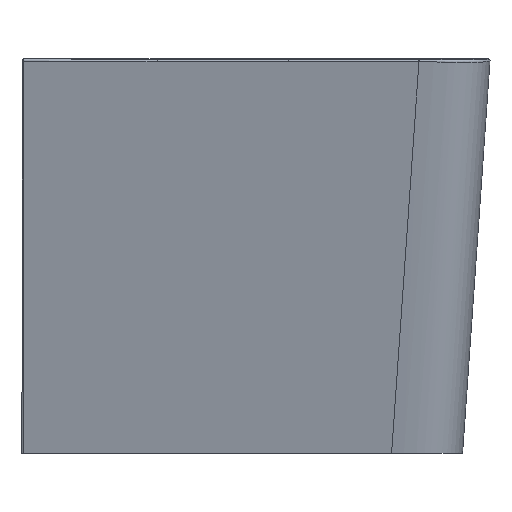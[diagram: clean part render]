
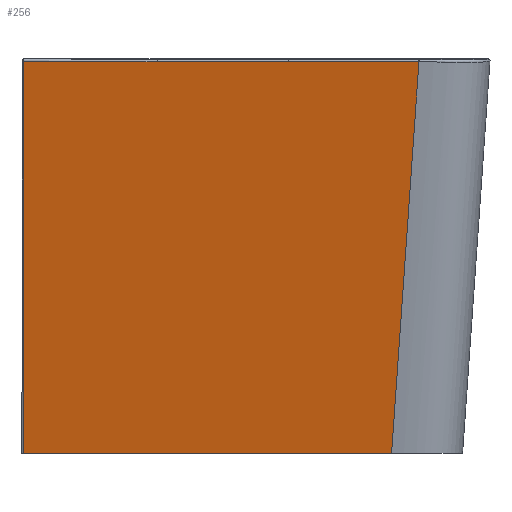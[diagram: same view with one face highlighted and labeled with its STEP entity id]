
A CAD part, left-side view. The second image highlights one B-rep face of the part: STEP entity #256.
In plain terms, the highlighted planar face has unit normal (-0.976, 0, -0.216).
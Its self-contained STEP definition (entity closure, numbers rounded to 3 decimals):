
#256=ADVANCED_FACE('',(#555),#4606,.T.);
#555=FACE_OUTER_BOUND('',#855,.T.);
#855=EDGE_LOOP('',(#1647,#1648,#1649,#1650,#1651));
#1647=ORIENTED_EDGE('',*,*,#2899,.T.);
#1648=ORIENTED_EDGE('',*,*,#2896,.T.);
#1649=ORIENTED_EDGE('',*,*,#2902,.T.);
#1650=ORIENTED_EDGE('',*,*,#2901,.T.);
#1651=ORIENTED_EDGE('',*,*,#2900,.T.);
#2896=EDGE_CURVE('',#4355,#4311,#3605,.T.);
#2899=EDGE_CURVE('',#4356,#4355,#3608,.T.);
#2900=EDGE_CURVE('',#4313,#4356,#3609,.T.);
#2901=EDGE_CURVE('',#4312,#4313,#3610,.T.);
#2902=EDGE_CURVE('',#4311,#4312,#3611,.T.);
#3605=B_SPLINE_CURVE_WITH_KNOTS('',3,(#70725,#70726,#70727,#70728),
 .UNSPECIFIED.,.F.,.F.,(4,4),(0.,601.055),.UNSPECIFIED.);
#3608=B_SPLINE_CURVE_WITH_KNOTS('',1,(#70737,#70738),.UNSPECIFIED.,.F.,
 .F.,(2,2),(-550.753,0.),.UNSPECIFIED.);
#3609=B_SPLINE_CURVE_WITH_KNOTS('',1,(#70739,#70740),.UNSPECIFIED.,.F.,
 .F.,(2,2),(-600.942,0.),.UNSPECIFIED.);
#3610=B_SPLINE_CURVE_WITH_KNOTS('',3,(#70741,#70742,#70743,#70744,#70745,
#70746,#70747,#70748,#70749,#70750,#70751,#70752),.UNSPECIFIED.,.F.,.F.,
(4,2,2,2,2,4),(-200.015,-150.011,-100.007,-75.006,
-50.004,0.),.UNSPECIFIED.);
#3611=B_SPLINE_CURVE_WITH_KNOTS('',3,(#70753,#70754,#70755,#70756,#70757,
#70758,#70759,#70760,#70761,#70762),.UNSPECIFIED.,.F.,.F.,(4,2,2,2,4),(-391.682,
-342.722,-293.761,-195.841,0.),.UNSPECIFIED.);
#4311=VERTEX_POINT('',#62701);
#4312=VERTEX_POINT('',#62702);
#4313=VERTEX_POINT('',#62703);
#4355=VERTEX_POINT('',#62745);
#4356=VERTEX_POINT('',#62746);
#4606=PLANE('',#4943);
#4943=AXIS2_PLACEMENT_3D('',#27406,#5035,$);
#5035=DIRECTION('',(-0.976,0.,-0.216));
#27406=CARTESIAN_POINT('',(-1456.855,-652.861,-58.67));
#62701=CARTESIAN_POINT('',(-1599.651,-593.692,585.445));
#62702=CARTESIAN_POINT('',(-1599.651,-202.01,585.445));
#62703=CARTESIAN_POINT('',(-1599.929,-2.,586.697));
#62745=CARTESIAN_POINT('',(-1469.861,-552.753,0.));
#62746=CARTESIAN_POINT('',(-1469.861,-2.,0.));
#70725=CARTESIAN_POINT('',(-1469.861,-552.753,0.));
#70726=CARTESIAN_POINT('',(-1513.125,-566.399,195.148));
#70727=CARTESIAN_POINT('',(-1556.388,-580.046,390.297));
#70728=CARTESIAN_POINT('',(-1599.651,-593.692,585.445));
#70737=CARTESIAN_POINT('',(-1469.861,-2.,0.));
#70738=CARTESIAN_POINT('',(-1469.861,-552.753,0.));
#70739=CARTESIAN_POINT('',(-1599.929,-2.,586.697));
#70740=CARTESIAN_POINT('',(-1469.861,-2.,0.));
#70741=CARTESIAN_POINT('',(-1599.651,-202.01,585.445));
#70742=CARTESIAN_POINT('',(-1599.652,-185.342,585.447));
#70743=CARTESIAN_POINT('',(-1599.655,-168.674,585.463));
#70744=CARTESIAN_POINT('',(-1599.688,-135.338,585.611));
#70745=CARTESIAN_POINT('',(-1599.717,-118.671,585.742));
#70746=CARTESIAN_POINT('',(-1599.761,-93.67,585.94));
#70747=CARTESIAN_POINT('',(-1599.776,-85.336,586.006));
#70748=CARTESIAN_POINT('',(-1599.804,-68.669,586.131));
#70749=CARTESIAN_POINT('',(-1599.817,-60.335,586.192));
#70750=CARTESIAN_POINT('',(-1599.857,-35.334,586.374));
#70751=CARTESIAN_POINT('',(-1599.884,-18.667,586.494));
#70752=CARTESIAN_POINT('',(-1599.929,-2.,586.697));
#70753=CARTESIAN_POINT('',(-1599.651,-593.692,585.445));
#70754=CARTESIAN_POINT('',(-1599.651,-577.372,585.442));
#70755=CARTESIAN_POINT('',(-1599.651,-561.051,585.443));
#70756=CARTESIAN_POINT('',(-1599.65,-528.411,585.44));
#70757=CARTESIAN_POINT('',(-1599.65,-512.091,585.439));
#70758=CARTESIAN_POINT('',(-1599.65,-463.131,585.438));
#70759=CARTESIAN_POINT('',(-1599.65,-430.491,585.438));
#70760=CARTESIAN_POINT('',(-1599.65,-332.57,585.439));
#70761=CARTESIAN_POINT('',(-1599.649,-267.29,585.436));
#70762=CARTESIAN_POINT('',(-1599.651,-202.01,585.445));
